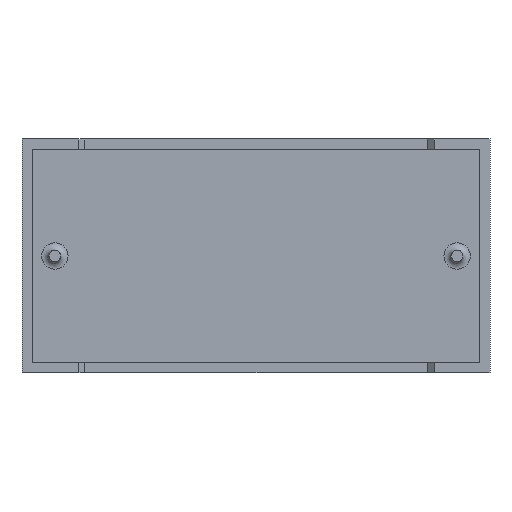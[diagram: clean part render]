
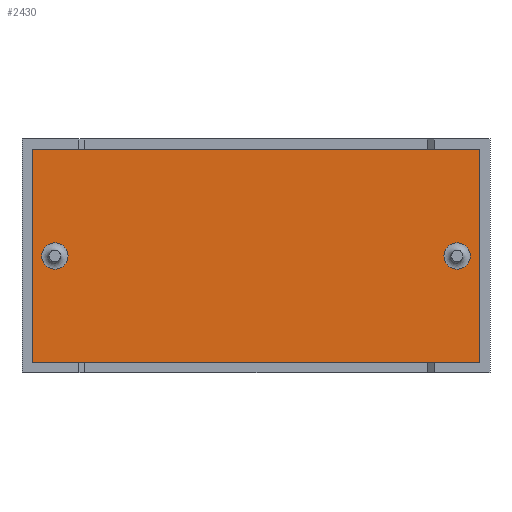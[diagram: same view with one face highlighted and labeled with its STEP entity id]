
A CAD part, front view. The second image highlights one B-rep face of the part: STEP entity #2430.
In plain terms, the highlighted planar face has unit normal (0, -1, 0).
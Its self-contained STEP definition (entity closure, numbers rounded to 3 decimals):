
#128=CIRCLE('',#2544,0.9);
#129=CIRCLE('',#2545,0.9);
#138=ORIENTED_EDGE('',*,*,#640,.T.);
#139=ORIENTED_EDGE('',*,*,#641,.T.);
#140=ORIENTED_EDGE('',*,*,#642,.T.);
#141=ORIENTED_EDGE('',*,*,#643,.F.);
#142=ORIENTED_EDGE('',*,*,#644,.F.);
#143=ORIENTED_EDGE('',*,*,#637,.T.);
#637=EDGE_CURVE('',#889,#888,#1058,.T.);
#640=EDGE_CURVE('',#891,#891,#128,.T.);
#641=EDGE_CURVE('',#892,#892,#129,.T.);
#642=EDGE_CURVE('',#888,#893,#1061,.T.);
#643=EDGE_CURVE('',#894,#893,#1062,.T.);
#644=EDGE_CURVE('',#889,#894,#1063,.T.);
#888=VERTEX_POINT('',#2997);
#889=VERTEX_POINT('',#2999);
#891=VERTEX_POINT('',#3005);
#892=VERTEX_POINT('',#3007);
#893=VERTEX_POINT('',#3009);
#894=VERTEX_POINT('',#3011);
#1058=LINE('',#2998,#1225);
#1061=LINE('',#3008,#1228);
#1062=LINE('',#3010,#1229);
#1063=LINE('',#3012,#1230);
#1225=VECTOR('',#2641,1000.);
#1228=VECTOR('',#2650,1000.);
#1229=VECTOR('',#2651,1000.);
#1230=VECTOR('',#2652,1000.);
#1392=EDGE_LOOP('',(#138));
#1393=EDGE_LOOP('',(#139));
#1394=EDGE_LOOP('',(#140,#141,#142,#143));
#1511=FACE_BOUND('',#1392,.T.);
#1512=FACE_BOUND('',#1393,.T.);
#1513=FACE_BOUND('',#1394,.T.);
#1630=PLANE('',#2543);
#2430=ADVANCED_FACE('',(#1511,#1512,#1513),#1630,.F.);
#2543=AXIS2_PLACEMENT_3D('',#3003,#2644,#2645);
#2544=AXIS2_PLACEMENT_3D('',#3004,#2646,#2647);
#2545=AXIS2_PLACEMENT_3D('',#3006,#2648,#2649);
#2641=DIRECTION('',(0.,0.,-1.));
#2644=DIRECTION('',(0.,1.,0.));
#2645=DIRECTION('',(-1.,0.,0.));
#2646=DIRECTION('',(0.,1.,0.));
#2647=DIRECTION('',(-1.,0.,0.));
#2648=DIRECTION('',(0.,1.,0.));
#2649=DIRECTION('',(-1.,0.,0.));
#2650=DIRECTION('',(1.,0.,0.));
#2651=DIRECTION('',(0.,0.,-1.));
#2652=DIRECTION('',(1.,0.,0.));
#2997=CARTESIAN_POINT('',(-15.3,-14.65,-7.3));
#2998=CARTESIAN_POINT('',(-15.3,-14.65,7.3));
#2999=CARTESIAN_POINT('',(-15.3,-14.65,7.3));
#3003=CARTESIAN_POINT('',(-15.3,-14.65,7.3));
#3004=CARTESIAN_POINT('',(13.75,-14.65,0.));
#3005=CARTESIAN_POINT('',(12.85,-14.65,0.));
#3006=CARTESIAN_POINT('',(-13.75,-14.65,0.));
#3007=CARTESIAN_POINT('',(-14.65,-14.65,0.));
#3008=CARTESIAN_POINT('',(-15.3,-14.65,-7.3));
#3009=CARTESIAN_POINT('',(15.3,-14.65,-7.3));
#3010=CARTESIAN_POINT('',(15.3,-14.65,7.3));
#3011=CARTESIAN_POINT('',(15.3,-14.65,7.3));
#3012=CARTESIAN_POINT('',(-15.3,-14.65,7.3));
